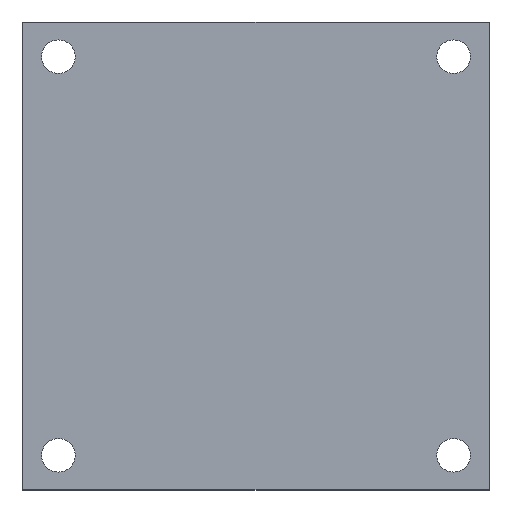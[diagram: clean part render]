
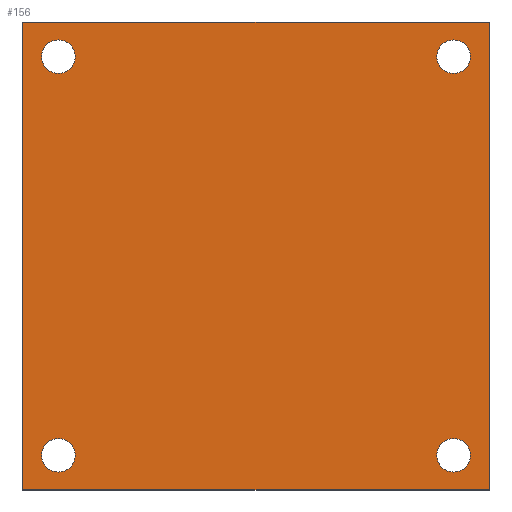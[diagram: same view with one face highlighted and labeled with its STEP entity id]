
A CAD part, top view. The second image highlights one B-rep face of the part: STEP entity #156.
In plain terms, the highlighted planar face has unit normal (0, 0, 1).
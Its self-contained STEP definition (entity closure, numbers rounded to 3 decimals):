
#10 = FACE_BOUND ( 'NONE', #165, .T. ) ;
#20 = VECTOR ( 'NONE', #234, 1000. ) ;
#23 = DIRECTION ( 'NONE',  ( 1., 0., 0. ) ) ;
#25 = CARTESIAN_POINT ( 'NONE',  ( -19.905, -18.5, 1.23 ) ) ;
#27 = LINE ( 'NONE', #478, #261 ) ;
#36 = AXIS2_PLACEMENT_3D ( 'NONE', #323, #176, #438 ) ;
#47 = DIRECTION ( 'NONE',  ( 0., -1., 0. ) ) ;
#54 = EDGE_CURVE ( 'NONE', #121, #207, #307, .T. ) ;
#56 = LINE ( 'NONE', #390, #90 ) ;
#60 = CARTESIAN_POINT ( 'NONE',  ( -21.635, 21.72, 1.23 ) ) ;
#61 = VERTEX_POINT ( 'NONE', #331 ) ;
#68 = VERTEX_POINT ( 'NONE', #213 ) ;
#70 = EDGE_CURVE ( 'NONE', #68, #264, #409, .T. ) ;
#84 = ORIENTED_EDGE ( 'NONE', *, *, #231, .F. ) ;
#86 = VERTEX_POINT ( 'NONE', #306 ) ;
#88 = LINE ( 'NONE', #230, #420 ) ;
#90 = VECTOR ( 'NONE', #285, 1000. ) ;
#91 = DIRECTION ( 'NONE',  ( 1., 0., 0. ) ) ;
#96 = AXIS2_PLACEMENT_3D ( 'NONE', #223, #118, #379 ) ;
#97 = CARTESIAN_POINT ( 'NONE',  ( 18.345, 18.5, 1.23 ) ) ;
#100 = EDGE_LOOP ( 'NONE', ( #84, #111 ) ) ;
#111 = ORIENTED_EDGE ( 'NONE', *, *, #162, .F. ) ;
#117 = AXIS2_PLACEMENT_3D ( 'NONE', #356, #434, #321 ) ;
#118 = DIRECTION ( 'NONE',  ( 0., 0., 1. ) ) ;
#120 = FACE_BOUND ( 'NONE', #429, .T. ) ;
#121 = VERTEX_POINT ( 'NONE', #220 ) ;
#123 = CARTESIAN_POINT ( 'NONE',  ( 21.635, 21.72, 1.23 ) ) ;
#129 = CIRCLE ( 'NONE', #253, 1.56 ) ;
#142 = ORIENTED_EDGE ( 'NONE', *, *, #349, .T. ) ;
#155 = VERTEX_POINT ( 'NONE', #123 ) ;
#156 = ADVANCED_FACE ( 'NONE', ( #344, #422, #10, #158, #120 ), #416, .F. ) ;
#157 = DIRECTION ( 'NONE',  ( 1., 0., 0. ) ) ;
#158 = FACE_BOUND ( 'NONE', #100, .T. ) ;
#162 = EDGE_CURVE ( 'NONE', #322, #431, #406, .T. ) ;
#165 = EDGE_LOOP ( 'NONE', ( #393, #320 ) ) ;
#168 = LINE ( 'NONE', #388, #20 ) ;
#169 = ORIENTED_EDGE ( 'NONE', *, *, #483, .T. ) ;
#174 = CARTESIAN_POINT ( 'NONE',  ( -16.785, -18.5, 1.23 ) ) ;
#176 = DIRECTION ( 'NONE',  ( 0., 0., 1. ) ) ;
#185 = CIRCLE ( 'NONE', #36, 1.56 ) ;
#189 = CARTESIAN_POINT ( 'NONE',  ( -18.345, -18.5, 1.23 ) ) ;
#204 = VERTEX_POINT ( 'NONE', #385 ) ;
#205 = AXIS2_PLACEMENT_3D ( 'NONE', #482, #330, #442 ) ;
#206 = DIRECTION ( 'NONE',  ( 0., 0., 1. ) ) ;
#207 = VERTEX_POINT ( 'NONE', #460 ) ;
#213 = CARTESIAN_POINT ( 'NONE',  ( -16.785, 18.5, 1.23 ) ) ;
#219 = ORIENTED_EDGE ( 'NONE', *, *, #278, .T. ) ;
#220 = CARTESIAN_POINT ( 'NONE',  ( 19.905, -18.5, 1.23 ) ) ;
#223 = CARTESIAN_POINT ( 'NONE',  ( -18.345, 18.5, 1.23 ) ) ;
#228 = DIRECTION ( 'NONE',  ( 0., 0., 1. ) ) ;
#230 = CARTESIAN_POINT ( 'NONE',  ( -21.635, -21.72, 1.23 ) ) ;
#231 = EDGE_CURVE ( 'NONE', #431, #322, #411, .T. ) ;
#234 = DIRECTION ( 'NONE',  ( 0., 1., 0. ) ) ;
#238 = EDGE_LOOP ( 'NONE', ( #453, #457 ) ) ;
#243 = DIRECTION ( 'NONE',  ( 0., 0., 1. ) ) ;
#250 = DIRECTION ( 'NONE',  ( 1., 0., 0. ) ) ;
#251 = CARTESIAN_POINT ( 'NONE',  ( 18.345, -18.5, 1.23 ) ) ;
#253 = AXIS2_PLACEMENT_3D ( 'NONE', #470, #206, #23 ) ;
#261 = VECTOR ( 'NONE', #250, 1000. ) ;
#264 = VERTEX_POINT ( 'NONE', #281 ) ;
#271 = CARTESIAN_POINT ( 'NONE',  ( 0., 0., 1.23 ) ) ;
#272 = AXIS2_PLACEMENT_3D ( 'NONE', #97, #243, #91 ) ;
#273 = EDGE_CURVE ( 'NONE', #86, #155, #168, .T. ) ;
#274 = DIRECTION ( 'NONE',  ( -1., 0., 0. ) ) ;
#275 = EDGE_CURVE ( 'NONE', #437, #61, #354, .T. ) ;
#278 = EDGE_CURVE ( 'NONE', #155, #473, #56, .T. ) ;
#281 = CARTESIAN_POINT ( 'NONE',  ( -19.905, 18.5, 1.23 ) ) ;
#285 = DIRECTION ( 'NONE',  ( -1., 0., 0. ) ) ;
#289 = ORIENTED_EDGE ( 'NONE', *, *, #70, .F. ) ;
#297 = DIRECTION ( 'NONE',  ( -1., 0., 0. ) ) ;
#306 = CARTESIAN_POINT ( 'NONE',  ( 21.635, -21.72, 1.23 ) ) ;
#307 = CIRCLE ( 'NONE', #455, 1.56 ) ;
#319 = EDGE_CURVE ( 'NONE', #61, #437, #129, .T. ) ;
#320 = ORIENTED_EDGE ( 'NONE', *, *, #54, .F. ) ;
#321 = DIRECTION ( 'NONE',  ( 1., 0., 0. ) ) ;
#322 = VERTEX_POINT ( 'NONE', #174 ) ;
#323 = CARTESIAN_POINT ( 'NONE',  ( 18.345, -18.5, 1.23 ) ) ;
#330 = DIRECTION ( 'NONE',  ( 0., 0., 1. ) ) ;
#331 = CARTESIAN_POINT ( 'NONE',  ( 16.785, 18.5, 1.23 ) ) ;
#334 = CIRCLE ( 'NONE', #205, 1.56 ) ;
#340 = EDGE_LOOP ( 'NONE', ( #352, #219, #142, #169 ) ) ;
#344 = FACE_OUTER_BOUND ( 'NONE', #340, .T. ) ;
#349 = EDGE_CURVE ( 'NONE', #473, #204, #88, .T. ) ;
#352 = ORIENTED_EDGE ( 'NONE', *, *, #273, .T. ) ;
#354 = CIRCLE ( 'NONE', #272, 1.56 ) ;
#356 = CARTESIAN_POINT ( 'NONE',  ( -18.345, -18.5, 1.23 ) ) ;
#362 = EDGE_CURVE ( 'NONE', #264, #68, #334, .T. ) ;
#364 = CARTESIAN_POINT ( 'NONE',  ( 19.905, 18.5, 1.23 ) ) ;
#379 = DIRECTION ( 'NONE',  ( -1., 0., 0. ) ) ;
#385 = CARTESIAN_POINT ( 'NONE',  ( -21.635, -21.72, 1.23 ) ) ;
#388 = CARTESIAN_POINT ( 'NONE',  ( 21.635, -21.72, 1.23 ) ) ;
#390 = CARTESIAN_POINT ( 'NONE',  ( -21.635, 21.72, 1.23 ) ) ;
#393 = ORIENTED_EDGE ( 'NONE', *, *, #458, .F. ) ;
#402 = DIRECTION ( 'NONE',  ( 0., 0., 1. ) ) ;
#406 = CIRCLE ( 'NONE', #477, 1.56 ) ;
#409 = CIRCLE ( 'NONE', #96, 1.56 ) ;
#411 = CIRCLE ( 'NONE', #117, 1.56 ) ;
#415 = AXIS2_PLACEMENT_3D ( 'NONE', #271, #421, #274 ) ;
#416 = PLANE ( 'NONE',  #415 ) ;
#420 = VECTOR ( 'NONE', #47, 1000. ) ;
#421 = DIRECTION ( 'NONE',  ( 0., 0., -1. ) ) ;
#422 = FACE_BOUND ( 'NONE', #238, .T. ) ;
#429 = EDGE_LOOP ( 'NONE', ( #441, #289 ) ) ;
#431 = VERTEX_POINT ( 'NONE', #25 ) ;
#434 = DIRECTION ( 'NONE',  ( 0., 0., 1. ) ) ;
#437 = VERTEX_POINT ( 'NONE', #364 ) ;
#438 = DIRECTION ( 'NONE',  ( -1., 0., 0. ) ) ;
#441 = ORIENTED_EDGE ( 'NONE', *, *, #362, .F. ) ;
#442 = DIRECTION ( 'NONE',  ( -1., 0., 0. ) ) ;
#453 = ORIENTED_EDGE ( 'NONE', *, *, #319, .F. ) ;
#455 = AXIS2_PLACEMENT_3D ( 'NONE', #251, #402, #297 ) ;
#457 = ORIENTED_EDGE ( 'NONE', *, *, #275, .F. ) ;
#458 = EDGE_CURVE ( 'NONE', #207, #121, #185, .T. ) ;
#460 = CARTESIAN_POINT ( 'NONE',  ( 16.785, -18.5, 1.23 ) ) ;
#470 = CARTESIAN_POINT ( 'NONE',  ( 18.345, 18.5, 1.23 ) ) ;
#473 = VERTEX_POINT ( 'NONE', #60 ) ;
#477 = AXIS2_PLACEMENT_3D ( 'NONE', #189, #228, #157 ) ;
#478 = CARTESIAN_POINT ( 'NONE',  ( -21.635, -21.72, 1.23 ) ) ;
#482 = CARTESIAN_POINT ( 'NONE',  ( -18.345, 18.5, 1.23 ) ) ;
#483 = EDGE_CURVE ( 'NONE', #204, #86, #27, .T. ) ;
